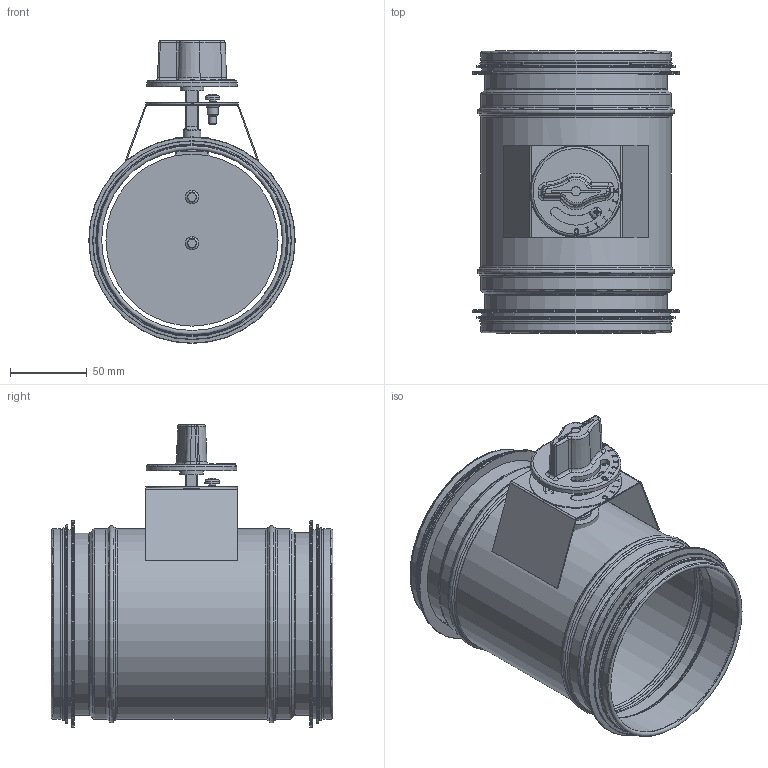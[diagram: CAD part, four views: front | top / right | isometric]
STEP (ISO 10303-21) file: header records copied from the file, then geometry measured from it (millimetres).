
FILE_DESCRIPTION((''),'2;1');
FILE_NAME('HINT-TM-200.stp','2014-03-05T15:53:42',(''),(''),'Autodesk Inventor 2013','Autodesk Inventor 2013','');
FILE_SCHEMA(('AUTOMOTIVE_DESIGN { 1 2 10303 214 0 1 1 1 }'));
Length unit declared in the file: millimetre
Products named in the file (13): HINT-TM-200; HISochHISC_Rör-04; Cellgummi; SpjällaxelKort; 999004; 116005; Starlock_Svart; Borrskruv_4,2x13; BlindnitmutterM5; 999317; HINT-TM-061; HINT-TM-060; Spjällvred
Assembly tree (14 placements, depth 2):
  HINT-TM-200
    HISochHISC_Rör-04
    Cellgummi
    SpjällaxelKort
    999004  x2
    116005
    Starlock_Svart
    Borrskruv_4,2x13  x2
    BlindnitmutterM5
    999317
    HINT-TM-061
    HINT-TM-060
    Spjällvred
Bounding box: 134.45 x 183.5 x 197.16 mm (x, y, z)
Volume: 115794.3 mm3; surface area: 261428.6 mm2
Topology: 16 solids, 16 shells, 956 faces, 2278 edges, 1368 vertices
Faces by surface type: plane 351, cylinder 240, cone 187, bspline 104, torus 56, sphere 18
Full cylindrical faces by diameter (mm): 4 x2, 4.567 x1, 5 x1, 7.2 x1, 10 x1, 11.7 x1, 12 x2, 15.2 x1, 30 x1, 60 x1, 112 x1, 117.65 x1, 117.81 x1, 118.65 x1, 118.81 x1, 120.45 x2, 123.05 x11, 124.05 x5, 129.45 x2, 134.45 x2
Entity records: 27264 total; most frequent: CARTESIAN_POINT 7944, ORIENTED_EDGE 3902, DIRECTION 3715, EDGE_CURVE 1951, AXIS2_PLACEMENT_3D 1342, VERTEX_POINT 1243, VECTOR 1031, LINE 1031
